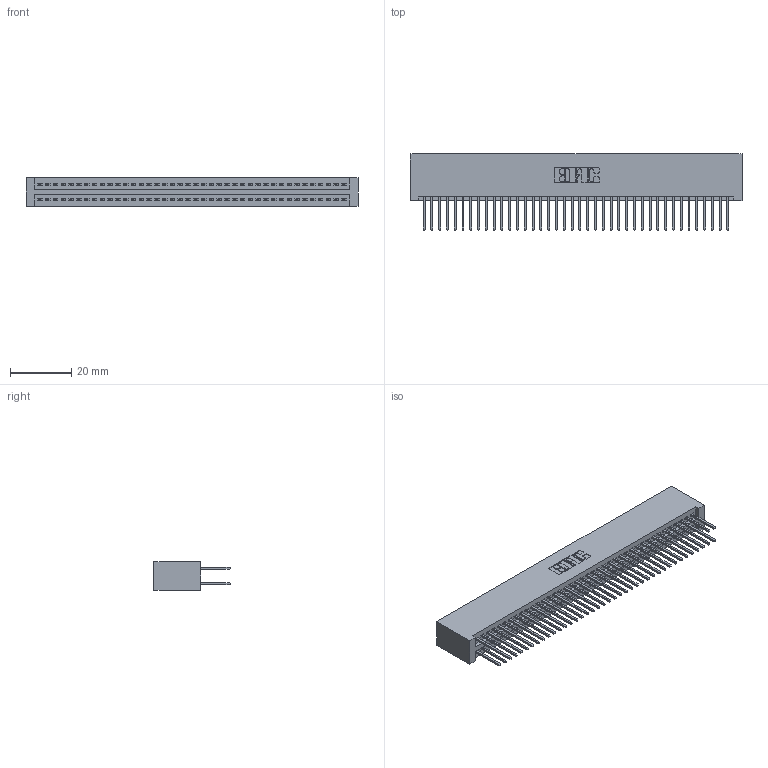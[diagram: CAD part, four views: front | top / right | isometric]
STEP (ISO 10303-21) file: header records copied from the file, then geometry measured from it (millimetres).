
FILE_DESCRIPTION (( 'STEP AP203' ), '1' );
FILE_NAME ('345-080-523-201.STEP', '2019-10-31T18:25:40', ( '' ), ( '' ), 'SwSTEP 2.0', 'SolidWorks 2016', '' );
FILE_SCHEMA (( 'CONFIG_CONTROL_DESIGN' ));
Length unit declared in the file: inch
Products named in the file (3): 345 Part_No Mounting Lugs; 345-292-001_345-293-123; 345-080-523-201
Assembly tree (81 placements, depth 2):
  345-080-523-201
    345 Part_No Mounting Lugs
    345-292-001_345-293-123  x80
Bounding box: 108.2 x 24.82 x 9.4 mm (x, y, z)
Volume: 11272.4 mm3; surface area: 17662.5 mm2
Topology: 81 solids, 81 shells, 4118 faces, 12237 edges, 8050 vertices
Faces by surface type: plane 2716, cylinder 1402
Entity records: 31395 total; most frequent: CARTESIAN_POINT 5264, ORIENTED_EDGE 5198, DIRECTION 4639, EDGE_CURVE 2599, LINE 2315, VECTOR 2315, VERTEX_POINT 1730, AXIS2_PLACEMENT_3D 1162
